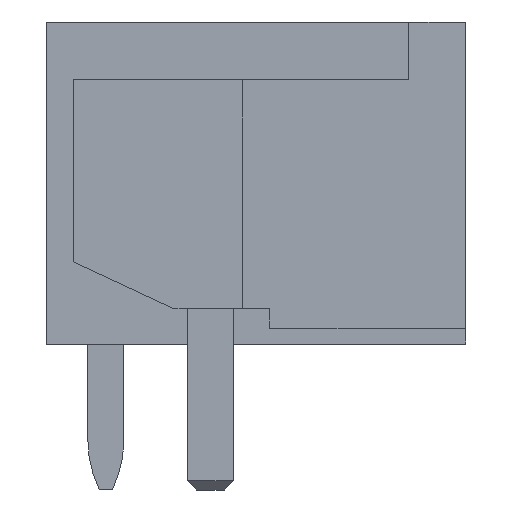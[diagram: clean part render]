
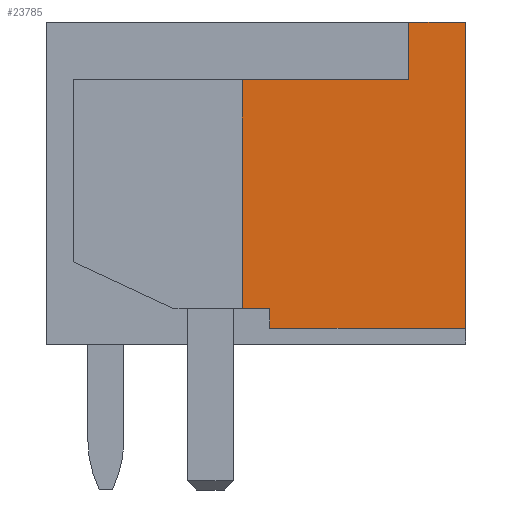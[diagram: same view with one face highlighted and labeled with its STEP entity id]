
A CAD part, left-side view. The second image highlights one B-rep face of the part: STEP entity #23785.
In plain terms, the highlighted planar face has unit normal (-1, 0, 0).
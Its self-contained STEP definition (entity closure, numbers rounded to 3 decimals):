
#23754=AXIS2_PLACEMENT_3D('Plane Axis2P3D',#23751,#23752,#23753) ;
#992=CARTESIAN_POINT('Vertex',(0.,0.,10.27)) ;
#995=CARTESIAN_POINT('Line Origine',(0.,0.,6.91)) ;
#999=CARTESIAN_POINT('Vertex',(0.,0.,3.55)) ;
#3376=CARTESIAN_POINT('Vertex',(0.,1.25,10.27)) ;
#3379=CARTESIAN_POINT('Line Origine',(0.,0.625,10.27)) ;
#23688=CARTESIAN_POINT('Vertex',(0.,4.3,3.55)) ;
#23691=CARTESIAN_POINT('Line Origine',(0.,4.3,3.765)) ;
#23695=CARTESIAN_POINT('Vertex',(0.,4.3,3.98)) ;
#23715=CARTESIAN_POINT('Line Origine',(0.,2.15,3.55)) ;
#23736=CARTESIAN_POINT('Vertex',(0.,1.25,9.)) ;
#23739=CARTESIAN_POINT('Line Origine',(0.,1.25,9.635)) ;
#23751=CARTESIAN_POINT('Axis2P3D Location',(0.,0.,0.)) ;
#23756=CARTESIAN_POINT('Line Origine',(0.,4.6,3.98)) ;
#23760=CARTESIAN_POINT('Vertex',(0.,4.9,3.98)) ;
#23763=CARTESIAN_POINT('Line Origine',(0.,3.075,9.)) ;
#23767=CARTESIAN_POINT('Vertex',(0.,4.9,9.)) ;
#23770=CARTESIAN_POINT('Line Origine',(0.,4.9,6.49)) ;
#996=DIRECTION('Vector Direction',(0.,0.,-1.)) ;
#3380=DIRECTION('Vector Direction',(0.,-1.,0.)) ;
#23692=DIRECTION('Vector Direction',(0.,0.,1.)) ;
#23716=DIRECTION('Vector Direction',(0.,1.,0.)) ;
#23740=DIRECTION('Vector Direction',(0.,0.,1.)) ;
#23752=DIRECTION('Axis2P3D Direction',(-1.,0.,0.)) ;
#23753=DIRECTION('Axis2P3D XDirection',(0.,-1.,0.)) ;
#23757=DIRECTION('Vector Direction',(0.,1.,0.)) ;
#23764=DIRECTION('Vector Direction',(0.,-1.,0.)) ;
#23771=DIRECTION('Vector Direction',(0.,0.,-1.)) ;
#997=VECTOR('Line Direction',#996,1.) ;
#3381=VECTOR('Line Direction',#3380,1.) ;
#23693=VECTOR('Line Direction',#23692,1.) ;
#23717=VECTOR('Line Direction',#23716,1.) ;
#23741=VECTOR('Line Direction',#23740,1.) ;
#23758=VECTOR('Line Direction',#23757,1.) ;
#23765=VECTOR('Line Direction',#23764,1.) ;
#23772=VECTOR('Line Direction',#23771,1.) ;
#23776=ORIENTED_EDGE('',*,*,#23762,.T.) ;
#23777=ORIENTED_EDGE('',*,*,#23697,.T.) ;
#23778=ORIENTED_EDGE('',*,*,#23719,.T.) ;
#23779=ORIENTED_EDGE('',*,*,#1001,.T.) ;
#23780=ORIENTED_EDGE('',*,*,#3383,.T.) ;
#23781=ORIENTED_EDGE('',*,*,#23743,.T.) ;
#23782=ORIENTED_EDGE('',*,*,#23769,.T.) ;
#23783=ORIENTED_EDGE('',*,*,#23774,.T.) ;
#23785=ADVANCED_FACE('HOUSING',(#23784),#23755,.T.) ;
#1001=EDGE_CURVE('',#1000,#993,#998,.F.) ;
#3383=EDGE_CURVE('',#993,#3377,#3382,.F.) ;
#23697=EDGE_CURVE('',#23696,#23689,#23694,.F.) ;
#23719=EDGE_CURVE('',#23689,#1000,#23718,.F.) ;
#23743=EDGE_CURVE('',#3377,#23737,#23742,.F.) ;
#23762=EDGE_CURVE('',#23761,#23696,#23759,.F.) ;
#23769=EDGE_CURVE('',#23737,#23768,#23766,.F.) ;
#23774=EDGE_CURVE('',#23768,#23761,#23773,.T.) ;
#23775=EDGE_LOOP('',(#23776,#23777,#23778,#23779,#23780,#23781,#23782,#23783)) ;
#23784=FACE_OUTER_BOUND('',#23775,.T.) ;
#998=LINE('Line',#995,#997) ;
#3382=LINE('Line',#3379,#3381) ;
#23694=LINE('Line',#23691,#23693) ;
#23718=LINE('Line',#23715,#23717) ;
#23742=LINE('Line',#23739,#23741) ;
#23759=LINE('Line',#23756,#23758) ;
#23766=LINE('Line',#23763,#23765) ;
#23773=LINE('Line',#23770,#23772) ;
#23755=PLANE('',#23754) ;
#993=VERTEX_POINT('',#992) ;
#1000=VERTEX_POINT('',#999) ;
#3377=VERTEX_POINT('',#3376) ;
#23689=VERTEX_POINT('',#23688) ;
#23696=VERTEX_POINT('',#23695) ;
#23737=VERTEX_POINT('',#23736) ;
#23761=VERTEX_POINT('',#23760) ;
#23768=VERTEX_POINT('',#23767) ;
